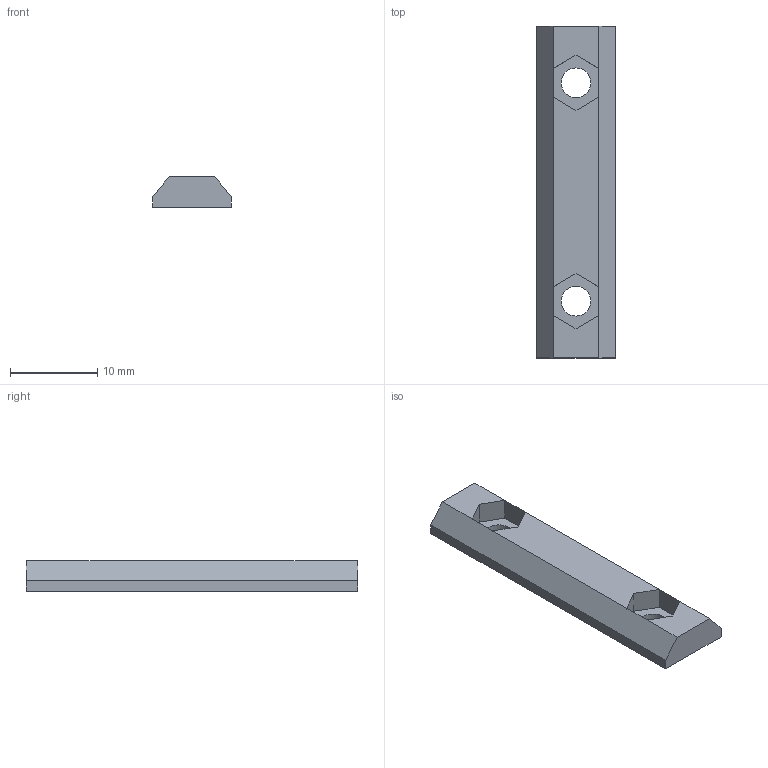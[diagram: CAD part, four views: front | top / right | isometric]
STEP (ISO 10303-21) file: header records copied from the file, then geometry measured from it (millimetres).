
FILE_DESCRIPTION(/* description */ (''),/* implementation_level */ '2;1');
FILE_NAME(/* name */ 'rail nut m3-2x.step',/* time_stamp */ '2021-04-13T11:19:56-05:00',/* author */ (''),/* organization */ (''),/* preprocessor_version */ 'ST-DEVELOPER v18.1',/* originating_system */ 'Autodesk Translation Framework v9.10.0.1330',/* authorisation */ '');
FILE_SCHEMA (('AUTOMOTIVE_DESIGN { 1 0 10303 214 3 1 1 }'));
Length unit declared in the file: millimetre
Products named in the file (1): rail nut m3-tram
Bounding box: 9 x 38 x 3.5 mm (x, y, z)
Volume: 889.9 mm3; surface area: 991.6 mm2
Topology: 1 solids, 1 shells, 26 faces, 64 edges, 40 vertices
Faces by surface type: plane 24, cylinder 2
Full cylindrical faces by diameter (mm): 3.4 x2
Entity records: 789 total; most frequent: CARTESIAN_POINT 131, ORIENTED_EDGE 128, DIRECTION 122, EDGE_CURVE 64, LINE 60, VECTOR 60, VERTEX_POINT 40, AXIS2_PLACEMENT_3D 31
